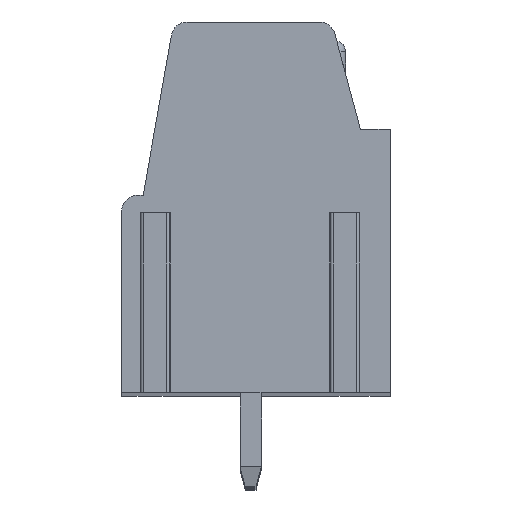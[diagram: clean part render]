
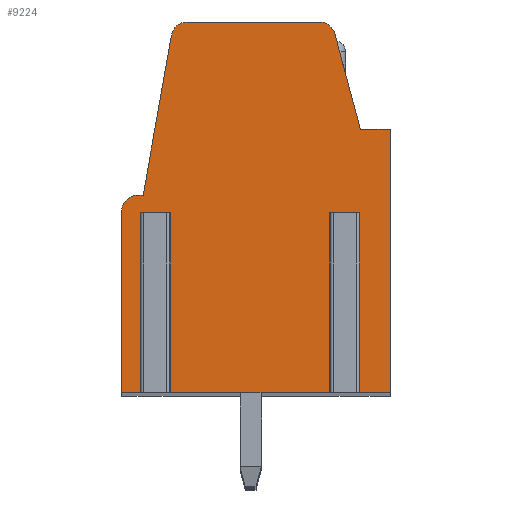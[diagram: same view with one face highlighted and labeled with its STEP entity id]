
A CAD part, top view. The second image highlights one B-rep face of the part: STEP entity #9224.
In plain terms, the highlighted planar face has unit normal (0, 0, 1).
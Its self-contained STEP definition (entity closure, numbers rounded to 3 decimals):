
#13=DIRECTION('',(-1.,0.,0.));
#14=VECTOR('',#13,0.62);
#15=CARTESIAN_POINT('',(3.61,-0.65,68.58));
#16=LINE('',#15,#14);
#17=DIRECTION('',(0.,1.,0.));
#18=VECTOR('',#17,6.7);
#19=CARTESIAN_POINT('',(2.99,-7.35,68.58));
#20=LINE('',#19,#18);
#21=DIRECTION('',(1.,0.,0.));
#22=VECTOR('',#21,6.43);
#23=CARTESIAN_POINT('',(-3.44,-7.35,68.58));
#24=LINE('',#23,#22);
#25=DIRECTION('',(0.,1.,0.));
#26=VECTOR('',#25,6.7);
#27=CARTESIAN_POINT('',(-3.44,-7.35,68.58));
#28=LINE('',#27,#26);
#29=DIRECTION('',(-1.,0.,0.));
#30=VECTOR('',#29,0.62);
#31=CARTESIAN_POINT('',(-3.44,-0.65,68.58));
#32=LINE('',#31,#30);
#33=DIRECTION('',(0.,1.,0.));
#34=VECTOR('',#33,6.7);
#35=CARTESIAN_POINT('',(-4.06,-7.35,68.58));
#36=LINE('',#35,#34);
#37=DIRECTION('',(1.,0.,0.));
#38=VECTOR('',#37,0.94);
#39=CARTESIAN_POINT('',(-5.,-7.35,68.58));
#40=LINE('',#39,#38);
#41=DIRECTION('',(0.,-1.,0.));
#42=VECTOR('',#41,6.75);
#43=CARTESIAN_POINT('',(-5.,-0.6,68.58));
#44=LINE('',#43,#42);
#45=CARTESIAN_POINT('',(-4.4,-0.6,68.58));
#46=DIRECTION('',(0.,0.,1.));
#47=DIRECTION('',(0.,1.,0.));
#48=AXIS2_PLACEMENT_3D('',#45,#46,#47);
#50=DIRECTION('',(-1.,0.,0.));
#51=VECTOR('',#50,0.2);
#52=CARTESIAN_POINT('',(-4.2,0.,68.58));
#53=LINE('',#52,#51);
#54=DIRECTION('',(-0.174,-0.985,0.));
#55=VECTOR('',#54,6.046);
#56=CARTESIAN_POINT('',(-3.15,5.954,68.58));
#57=LINE('',#56,#55);
#58=CARTESIAN_POINT('',(-2.559,5.85,68.58));
#59=DIRECTION('',(0.,0.,1.));
#60=DIRECTION('',(0.,1.,0.));
#61=AXIS2_PLACEMENT_3D('',#58,#59,#60);
#63=DIRECTION('',(-1.,0.,0.));
#64=VECTOR('',#63,4.917);
#65=CARTESIAN_POINT('',(2.358,6.45,68.58));
#66=LINE('',#65,#64);
#67=CARTESIAN_POINT('',(2.358,5.85,68.58));
#68=DIRECTION('',(0.,0.,1.));
#69=DIRECTION('',(0.966,0.259,0.));
#70=AXIS2_PLACEMENT_3D('',#67,#68,#69);
#72=DIRECTION('',(-0.259,0.966,0.));
#73=VECTOR('',#72,3.681);
#74=CARTESIAN_POINT('',(3.89,2.45,68.58));
#75=LINE('',#74,#73);
#76=DIRECTION('',(-1.,0.,0.));
#77=VECTOR('',#76,1.11);
#78=CARTESIAN_POINT('',(5.,2.45,68.58));
#79=LINE('',#78,#77);
#80=DIRECTION('',(0.,1.,0.));
#81=VECTOR('',#80,9.8);
#82=CARTESIAN_POINT('',(5.,-7.35,68.58));
#83=LINE('',#82,#81);
#84=DIRECTION('',(1.,0.,0.));
#85=VECTOR('',#84,1.39);
#86=CARTESIAN_POINT('',(3.61,-7.35,68.58));
#87=LINE('',#86,#85);
#88=DIRECTION('',(0.,1.,0.));
#89=VECTOR('',#88,6.7);
#90=CARTESIAN_POINT('',(3.61,-7.35,68.58));
#91=LINE('',#90,#89);
#7273=CARTESIAN_POINT('',(-5.,-0.6,68.58));
#7274=CARTESIAN_POINT('',(-5.,-7.35,68.58));
#7275=VERTEX_POINT('',#7273);
#7276=VERTEX_POINT('',#7274);
#7277=CARTESIAN_POINT('',(5.,-7.35,68.58));
#7278=CARTESIAN_POINT('',(5.,2.45,68.58));
#7279=VERTEX_POINT('',#7277);
#7280=VERTEX_POINT('',#7278);
#7281=CARTESIAN_POINT('',(3.89,2.45,68.58));
#7282=VERTEX_POINT('',#7281);
#7283=CARTESIAN_POINT('',(2.937,6.005,68.58));
#7284=VERTEX_POINT('',#7283);
#7285=CARTESIAN_POINT('',(2.358,6.45,68.58));
#7286=VERTEX_POINT('',#7285);
#7287=CARTESIAN_POINT('',(-2.559,6.45,68.58));
#7288=VERTEX_POINT('',#7287);
#7289=CARTESIAN_POINT('',(-3.15,5.954,68.58));
#7290=VERTEX_POINT('',#7289);
#7291=CARTESIAN_POINT('',(-4.2,0.,68.58));
#7292=VERTEX_POINT('',#7291);
#7293=CARTESIAN_POINT('',(-4.4,0.,68.58));
#7294=VERTEX_POINT('',#7293);
#7413=CARTESIAN_POINT('',(3.61,-0.65,68.58));
#7414=CARTESIAN_POINT('',(2.99,-0.65,68.58));
#7415=VERTEX_POINT('',#7413);
#7416=VERTEX_POINT('',#7414);
#7417=CARTESIAN_POINT('',(-3.44,-0.65,68.58));
#7418=CARTESIAN_POINT('',(-4.06,-0.65,68.58));
#7419=VERTEX_POINT('',#7417);
#7420=VERTEX_POINT('',#7418);
#7421=CARTESIAN_POINT('',(-4.06,-7.35,68.58));
#7422=VERTEX_POINT('',#7421);
#7423=CARTESIAN_POINT('',(-3.44,-7.35,68.58));
#7424=VERTEX_POINT('',#7423);
#7425=CARTESIAN_POINT('',(3.61,-7.35,68.58));
#7426=VERTEX_POINT('',#7425);
#7427=CARTESIAN_POINT('',(2.99,-7.35,68.58));
#7428=VERTEX_POINT('',#7427);
#9179=CARTESIAN_POINT('',(0.,0.,68.58));
#9180=DIRECTION('',(0.,0.,1.));
#9181=DIRECTION('',(1.,0.,0.));
#9182=AXIS2_PLACEMENT_3D('',#9179,#9180,#9181);
#9183=PLANE('',#9182);
#9185=ORIENTED_EDGE('',*,*,#9184,.T.);
#9187=ORIENTED_EDGE('',*,*,#9186,.F.);
#9189=ORIENTED_EDGE('',*,*,#9188,.F.);
#9191=ORIENTED_EDGE('',*,*,#9190,.T.);
#9193=ORIENTED_EDGE('',*,*,#9192,.T.);
#9195=ORIENTED_EDGE('',*,*,#9194,.F.);
#9197=ORIENTED_EDGE('',*,*,#9196,.F.);
#9199=ORIENTED_EDGE('',*,*,#9198,.F.);
#9201=ORIENTED_EDGE('',*,*,#9200,.F.);
#9203=ORIENTED_EDGE('',*,*,#9202,.F.);
#9205=ORIENTED_EDGE('',*,*,#9204,.F.);
#9207=ORIENTED_EDGE('',*,*,#9206,.F.);
#9209=ORIENTED_EDGE('',*,*,#9208,.F.);
#9211=ORIENTED_EDGE('',*,*,#9210,.F.);
#9213=ORIENTED_EDGE('',*,*,#9212,.F.);
#9215=ORIENTED_EDGE('',*,*,#9214,.F.);
#9217=ORIENTED_EDGE('',*,*,#9216,.F.);
#9219=ORIENTED_EDGE('',*,*,#9218,.F.);
#9221=ORIENTED_EDGE('',*,*,#9220,.T.);
#9222=EDGE_LOOP('',(#9185,#9187,#9189,#9191,#9193,#9195,#9197,#9199,#9201,#9203,
#9205,#9207,#9209,#9211,#9213,#9215,#9217,#9219,#9221));
#9223=FACE_OUTER_BOUND('',#9222,.F.);
#49=CIRCLE('',#48,0.6);
#62=CIRCLE('',#61,0.6);
#71=CIRCLE('',#70,0.6);
#9184=EDGE_CURVE('',#7415,#7416,#16,.T.);
#9186=EDGE_CURVE('',#7428,#7416,#20,.T.);
#9188=EDGE_CURVE('',#7424,#7428,#24,.T.);
#9190=EDGE_CURVE('',#7424,#7419,#28,.T.);
#9192=EDGE_CURVE('',#7419,#7420,#32,.T.);
#9194=EDGE_CURVE('',#7422,#7420,#36,.T.);
#9196=EDGE_CURVE('',#7276,#7422,#40,.T.);
#9198=EDGE_CURVE('',#7275,#7276,#44,.T.);
#9200=EDGE_CURVE('',#7294,#7275,#49,.T.);
#9202=EDGE_CURVE('',#7292,#7294,#53,.T.);
#9204=EDGE_CURVE('',#7290,#7292,#57,.T.);
#9206=EDGE_CURVE('',#7288,#7290,#62,.T.);
#9208=EDGE_CURVE('',#7286,#7288,#66,.T.);
#9210=EDGE_CURVE('',#7284,#7286,#71,.T.);
#9212=EDGE_CURVE('',#7282,#7284,#75,.T.);
#9214=EDGE_CURVE('',#7280,#7282,#79,.T.);
#9216=EDGE_CURVE('',#7279,#7280,#83,.T.);
#9218=EDGE_CURVE('',#7426,#7279,#87,.T.);
#9220=EDGE_CURVE('',#7426,#7415,#91,.T.);
#9224=ADVANCED_FACE('',(#9223),#9183,.T.);
